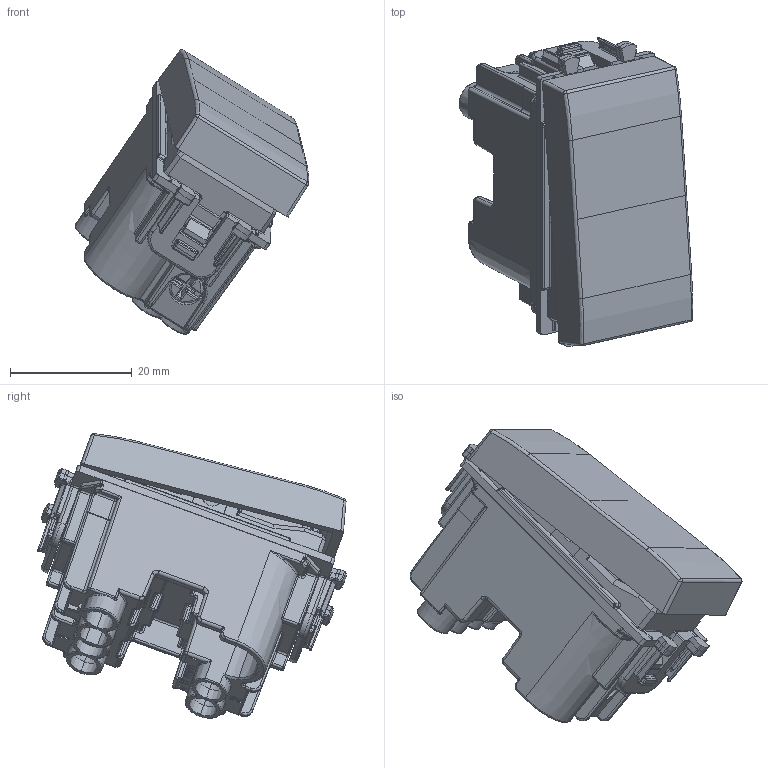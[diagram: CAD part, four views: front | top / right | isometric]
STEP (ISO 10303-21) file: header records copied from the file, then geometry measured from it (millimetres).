
FILE_DESCRIPTION(('CATIA V5 STEP Exchange'),'2;1');
FILE_NAME('441002-10A.stp','2024-02-16T07:29:22+00:00',('none'),('none'),'CATIA Version 5-6 Release 2016 SP6','CATIA V5 STEP AP203','none');
FILE_SCHEMA(('CONFIG_CONTROL_DESIGN'));
Products named in the file (1): 441002-10A
Assembly tree (13 placements, depth 2):
  441002-10A
    #57
    #55057
    #110062
    #142265
    #167747
    #170317  x2
    #171972  x3
    #173885  x3
Bounding box: 38.27 x 50.65 x 46.69 mm (x, y, z)
Volume: 14168.2 mm3; surface area: 22998.5 mm2
Topology: 15 solids, 15 shells, 4772 faces, 12538 edges, 7576 vertices
Faces by surface type: plane 2049, cylinder 1522, bspline 652, sphere 205, cone 197, torus 109, extrusion 34, revolution 4
Entity records: 174758 total; most frequent: CARTESIAN_POINT 77554, ORIENTED_EDGE 23380, DIRECTION 14284, EDGE_CURVE 11690, VERTEX_POINT 7186, VECTOR 6164, LINE 6130, AXIS2_PLACEMENT_3D 4820
